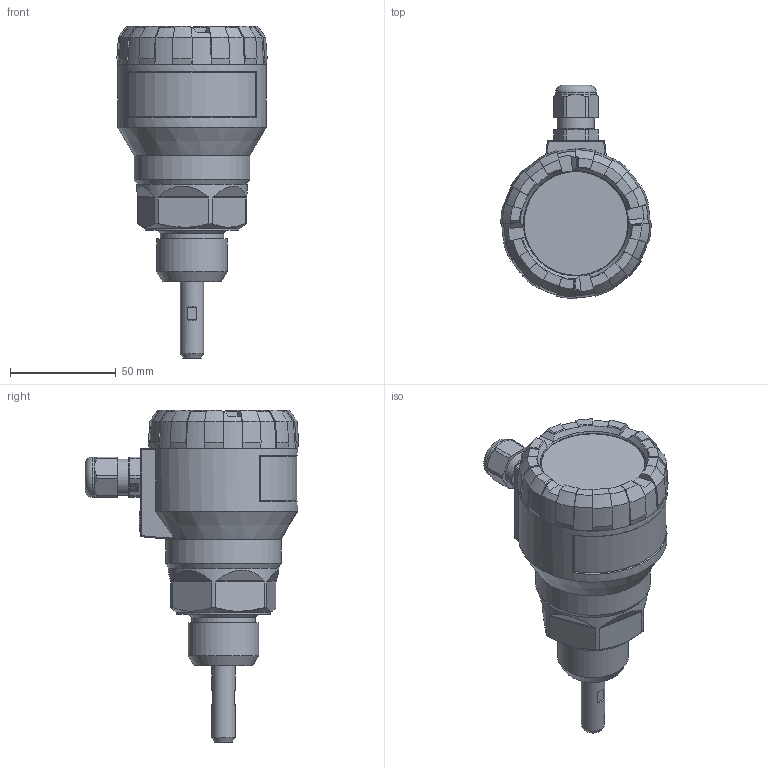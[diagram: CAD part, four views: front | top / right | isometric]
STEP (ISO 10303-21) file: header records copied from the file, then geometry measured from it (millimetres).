
FILE_DESCRIPTION(/* description */ ('Unknown'),/* implementation_level */ '2;1');
FILE_NAME(/* name */ 'GRLM-70N-00-G-_-B-D',/* time_stamp */ '2019-07-18T13:06:40+02:00',/* author */ ('Unknown'),/* organization */ ('Unknown'),/* preprocessor_version */ 'ST-DEVELOPER v16.7',/* originating_system */ 'DEX',/* authorisation */ $);
FILE_SCHEMA (('AUTOMOTIVE_DESIGN {1 0 10303 214 3 1 1}'));
Length unit declared in the file: millimetre
Products named in the file (1): GRLM-70N-00-G-_-B-D
Bounding box: 70.97 x 100.69 x 156.66 mm (x, y, z)
Volume: 123059.4 mm3; surface area: 66393.4 mm2
Topology: 8 solids, 8 shells, 378 faces, 923 edges, 589 vertices
Faces by surface type: plane 163, cone 113, cylinder 93, sphere 6, torus 3
Full cylindrical faces by diameter (mm): 3.242 x1, 6 x1, 6.647 x1, 7.5 x1, 8 x4, 9.5 x3, 9.6 x1, 11 x1, 14.376 x1, 14.38 x1, 16 x1, 17.2 x1, 19 x1, 24 x3, 25.6 x1, 29.8 x1, 29.846 x1, 31.917 x1, 33.2 x1, 33.249 x1, 44 x1, 47.1 x1, 47.9 x1, 47.987 x1, 48 x1, 48.947 x1, 49 x2, 49.4 x1, 50 x1, 50.376 x1
Entity records: 12197 total; most frequent: CARTESIAN_POINT 1939, DIRECTION 1886, ORIENTED_EDGE 1616, EDGE_CURVE 808, AXIS2_PLACEMENT_3D 752, VERTEX_POINT 569, FACE_BOUND 511, EDGE_LOOP 509
